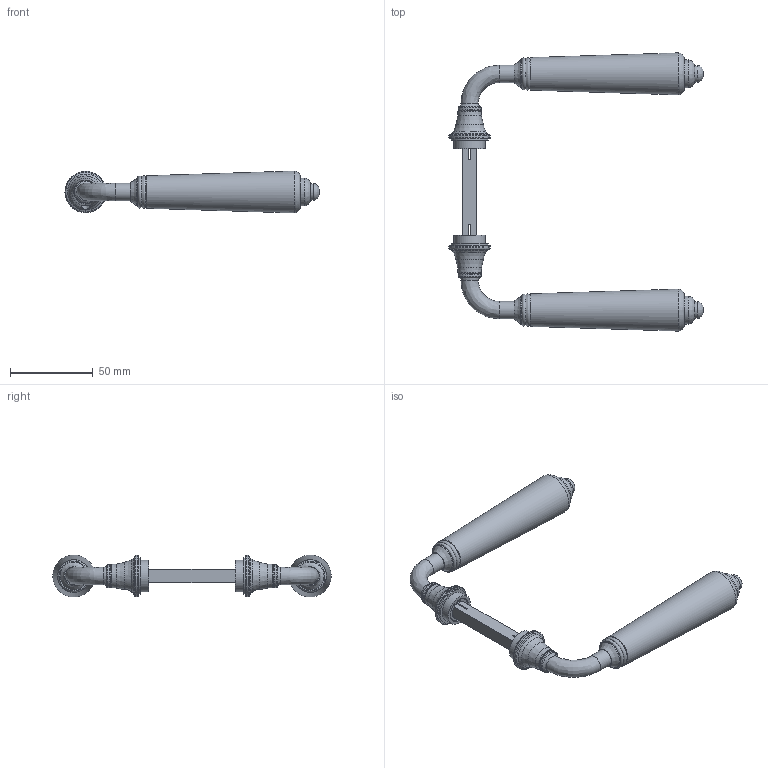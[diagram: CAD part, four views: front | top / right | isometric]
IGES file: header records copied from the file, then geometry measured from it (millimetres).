
Global section: file name: P6973-B; native system: Autodesk Inventor 2018; preprocessor: unknown; author: sbajwa; date: 20190708.081210; units: millimetre
Bounding box: 153.79 x 168.39 x 25.37 mm (x, y, z)
Volume: 97440.5 mm3; surface area: 37127.2 mm2
Topology: 11 solids, 11 shells, 236 faces, 680 edges, 476 vertices
Faces by surface type: bspline 236
